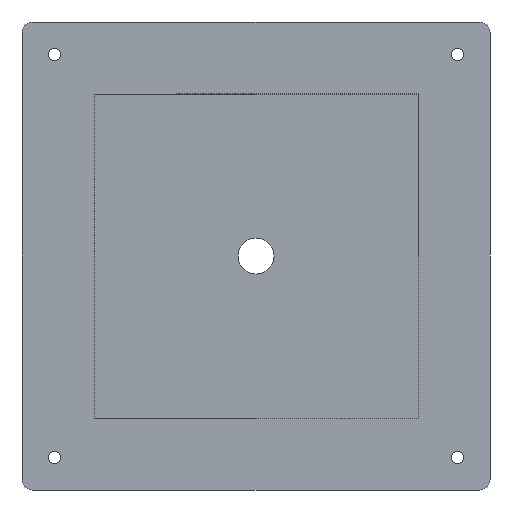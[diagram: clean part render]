
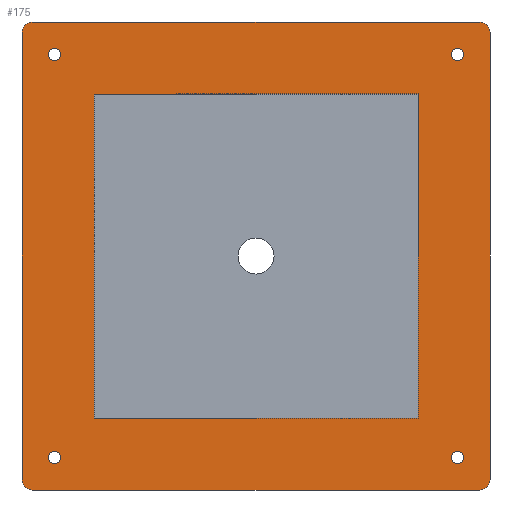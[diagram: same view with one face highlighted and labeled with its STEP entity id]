
A CAD part, front view. The second image highlights one B-rep face of the part: STEP entity #175.
In plain terms, the highlighted planar face has unit normal (0, -1, 0).
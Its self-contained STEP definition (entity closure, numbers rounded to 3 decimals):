
#16 = CARTESIAN_POINT ( 'NONE',  ( -65., -6., 62. ) ) ;
#35 = EDGE_CURVE ( 'NONE', #723, #723, #841, .T. ) ;
#45 = FACE_OUTER_BOUND ( 'NONE', #101, .T. ) ;
#48 = EDGE_CURVE ( 'NONE', #672, #672, #544, .T. ) ;
#55 = CARTESIAN_POINT ( 'NONE',  ( -65., -6., -62. ) ) ;
#57 = DIRECTION ( 'NONE',  ( 0., 1., 0. ) ) ;
#64 = VERTEX_POINT ( 'NONE', #418 ) ;
#65 = CARTESIAN_POINT ( 'NONE',  ( 65., -6., 62. ) ) ;
#71 = VERTEX_POINT ( 'NONE', #613 ) ;
#84 = LINE ( 'NONE', #351, #120 ) ;
#95 = DIRECTION ( 'NONE',  ( 0., 0., 1. ) ) ;
#101 = EDGE_LOOP ( 'NONE', ( #113, #412, #355, #798, #522, #322, #773, #183 ) ) ;
#105 = EDGE_LOOP ( 'NONE', ( #249 ) ) ;
#108 = CIRCLE ( 'NONE', #643, 3. ) ;
#113 = ORIENTED_EDGE ( 'NONE', *, *, #373, .F. ) ;
#119 = DIRECTION ( 'NONE',  ( 0., 0., 1. ) ) ;
#120 = VECTOR ( 'NONE', #609, 1000. ) ;
#133 = FACE_BOUND ( 'NONE', #540, .T. ) ;
#134 = CARTESIAN_POINT ( 'NONE',  ( -45., -6., -45. ) ) ;
#146 = CARTESIAN_POINT ( 'NONE',  ( -45., -6., 45. ) ) ;
#152 = CARTESIAN_POINT ( 'NONE',  ( 56., -6., 56. ) ) ;
#154 = EDGE_CURVE ( 'NONE', #791, #171, #480, .T. ) ;
#157 = EDGE_LOOP ( 'NONE', ( #624 ) ) ;
#167 = CARTESIAN_POINT ( 'NONE',  ( -56., -6., 57.7 ) ) ;
#171 = VERTEX_POINT ( 'NONE', #486 ) ;
#172 = DIRECTION ( 'NONE',  ( 0., 1., 0. ) ) ;
#175 = ADVANCED_FACE ( 'NONE', ( #746, #133, #552, #819, #654, #45 ), #321, .F. ) ;
#179 = DIRECTION ( 'NONE',  ( 0., 0., 1. ) ) ;
#183 = ORIENTED_EDGE ( 'NONE', *, *, #445, .F. ) ;
#191 = EDGE_LOOP ( 'NONE', ( #393 ) ) ;
#192 = CIRCLE ( 'NONE', #460, 3. ) ;
#198 = LINE ( 'NONE', #251, #629 ) ;
#212 = CARTESIAN_POINT ( 'NONE',  ( 56., -6., -56. ) ) ;
#217 = CARTESIAN_POINT ( 'NONE',  ( -65., -6., 62. ) ) ;
#227 = EDGE_CURVE ( 'NONE', #885, #71, #248, .T. ) ;
#236 = CARTESIAN_POINT ( 'NONE',  ( -56., -6., -54.3 ) ) ;
#238 = EDGE_CURVE ( 'NONE', #745, #885, #398, .T. ) ;
#239 = VERTEX_POINT ( 'NONE', #167 ) ;
#245 = ORIENTED_EDGE ( 'NONE', *, *, #227, .F. ) ;
#248 = LINE ( 'NONE', #523, #303 ) ;
#249 = ORIENTED_EDGE ( 'NONE', *, *, #352, .T. ) ;
#251 = CARTESIAN_POINT ( 'NONE',  ( -62., -6., 65. ) ) ;
#252 = DIRECTION ( 'NONE',  ( 0., 1., 0. ) ) ;
#258 = VERTEX_POINT ( 'NONE', #55 ) ;
#283 = DIRECTION ( 'NONE',  ( 0., 0., -1. ) ) ;
#303 = VECTOR ( 'NONE', #179, 1000. ) ;
#313 = CIRCLE ( 'NONE', #780, 3. ) ;
#321 = PLANE ( 'NONE',  #637 ) ;
#322 = ORIENTED_EDGE ( 'NONE', *, *, #881, .F. ) ;
#325 = AXIS2_PLACEMENT_3D ( 'NONE', #557, #757, #820 ) ;
#333 = VECTOR ( 'NONE', #283, 1000. ) ;
#349 = CARTESIAN_POINT ( 'NONE',  ( -56., -6., 56. ) ) ;
#351 = CARTESIAN_POINT ( 'NONE',  ( -45., -6., -45. ) ) ;
#352 = EDGE_CURVE ( 'NONE', #239, #239, #401, .T. ) ;
#355 = ORIENTED_EDGE ( 'NONE', *, *, #714, .F. ) ;
#373 = EDGE_CURVE ( 'NONE', #873, #258, #108, .T. ) ;
#379 = AXIS2_PLACEMENT_3D ( 'NONE', #212, #489, #683 ) ;
#380 = CARTESIAN_POINT ( 'NONE',  ( 45., -6., -45. ) ) ;
#382 = CARTESIAN_POINT ( 'NONE',  ( -56., -6., -56. ) ) ;
#383 = VERTEX_POINT ( 'NONE', #236 ) ;
#393 = ORIENTED_EDGE ( 'NONE', *, *, #35, .T. ) ;
#394 = CARTESIAN_POINT ( 'NONE',  ( -45., -6., -45. ) ) ;
#398 = LINE ( 'NONE', #394, #794 ) ;
#401 = CIRCLE ( 'NONE', #644, 1.7 ) ;
#406 = VERTEX_POINT ( 'NONE', #413 ) ;
#412 = ORIENTED_EDGE ( 'NONE', *, *, #518, .F. ) ;
#413 = CARTESIAN_POINT ( 'NONE',  ( 62., -6., 65. ) ) ;
#418 = CARTESIAN_POINT ( 'NONE',  ( 62., -6., -65. ) ) ;
#419 = DIRECTION ( 'NONE',  ( 0., 0., 1. ) ) ;
#420 = CARTESIAN_POINT ( 'NONE',  ( -62., -6., 65. ) ) ;
#421 = VECTOR ( 'NONE', #753, 1000. ) ;
#426 = DIRECTION ( 'NONE',  ( 0., 1., 0. ) ) ;
#430 = DIRECTION ( 'NONE',  ( 0., 1., 0. ) ) ;
#436 = DIRECTION ( 'NONE',  ( 1., 0., 0. ) ) ;
#445 = EDGE_CURVE ( 'NONE', #258, #463, #617, .T. ) ;
#454 = EDGE_CURVE ( 'NONE', #383, #383, #634, .T. ) ;
#460 = AXIS2_PLACEMENT_3D ( 'NONE', #563, #430, #686 ) ;
#463 = VERTEX_POINT ( 'NONE', #16 ) ;
#464 = CARTESIAN_POINT ( 'NONE',  ( -62., -6., -62. ) ) ;
#472 = EDGE_LOOP ( 'NONE', ( #728, #493, #555, #245 ) ) ;
#478 = DIRECTION ( 'NONE',  ( 1., 0., 0. ) ) ;
#480 = LINE ( 'NONE', #65, #333 ) ;
#486 = CARTESIAN_POINT ( 'NONE',  ( 65., -6., -62. ) ) ;
#489 = DIRECTION ( 'NONE',  ( 0., 1., 0. ) ) ;
#493 = ORIENTED_EDGE ( 'NONE', *, *, #513, .T. ) ;
#512 = VERTEX_POINT ( 'NONE', #693 ) ;
#513 = EDGE_CURVE ( 'NONE', #745, #512, #84, .T. ) ;
#518 = EDGE_CURVE ( 'NONE', #64, #873, #679, .T. ) ;
#522 = ORIENTED_EDGE ( 'NONE', *, *, #656, .F. ) ;
#523 = CARTESIAN_POINT ( 'NONE',  ( 45., -6., -45. ) ) ;
#528 = DIRECTION ( 'NONE',  ( 1., 0., 0. ) ) ;
#540 = EDGE_LOOP ( 'NONE', ( #802 ) ) ;
#542 = DIRECTION ( 'NONE',  ( 0., 1., 0. ) ) ;
#544 = CIRCLE ( 'NONE', #650, 1.7 ) ;
#552 = FACE_BOUND ( 'NONE', #191, .T. ) ;
#555 = ORIENTED_EDGE ( 'NONE', *, *, #651, .T. ) ;
#557 = CARTESIAN_POINT ( 'NONE',  ( 62., -6., -62. ) ) ;
#563 = CARTESIAN_POINT ( 'NONE',  ( 62., -6., 62. ) ) ;
#578 = CARTESIAN_POINT ( 'NONE',  ( -62., -6., -65. ) ) ;
#585 = CARTESIAN_POINT ( 'NONE',  ( -62., -6., -62. ) ) ;
#595 = DIRECTION ( 'NONE',  ( 0., 0., 1. ) ) ;
#609 = DIRECTION ( 'NONE',  ( 0., 0., 1. ) ) ;
#613 = CARTESIAN_POINT ( 'NONE',  ( 45., -6., 45. ) ) ;
#615 = CARTESIAN_POINT ( 'NONE',  ( -62., -6., -65. ) ) ;
#617 = LINE ( 'NONE', #217, #421 ) ;
#619 = LINE ( 'NONE', #146, #838 ) ;
#624 = ORIENTED_EDGE ( 'NONE', *, *, #48, .T. ) ;
#629 = VECTOR ( 'NONE', #478, 1000. ) ;
#634 = CIRCLE ( 'NONE', #717, 1.7 ) ;
#637 = AXIS2_PLACEMENT_3D ( 'NONE', #585, #172, #595 ) ;
#643 = AXIS2_PLACEMENT_3D ( 'NONE', #464, #57, #419 ) ;
#644 = AXIS2_PLACEMENT_3D ( 'NONE', #349, #797, #119 ) ;
#650 = AXIS2_PLACEMENT_3D ( 'NONE', #152, #426, #763 ) ;
#651 = EDGE_CURVE ( 'NONE', #512, #71, #619, .T. ) ;
#654 = FACE_BOUND ( 'NONE', #105, .T. ) ;
#656 = EDGE_CURVE ( 'NONE', #406, #791, #192, .T. ) ;
#672 = VERTEX_POINT ( 'NONE', #889 ) ;
#679 = LINE ( 'NONE', #615, #731 ) ;
#683 = DIRECTION ( 'NONE',  ( 0., 0., 1. ) ) ;
#686 = DIRECTION ( 'NONE',  ( 0., 0., 1. ) ) ;
#693 = CARTESIAN_POINT ( 'NONE',  ( -45., -6., 45. ) ) ;
#704 = CARTESIAN_POINT ( 'NONE',  ( 65., -6., 62. ) ) ;
#705 = CIRCLE ( 'NONE', #325, 3. ) ;
#714 = EDGE_CURVE ( 'NONE', #171, #64, #705, .T. ) ;
#717 = AXIS2_PLACEMENT_3D ( 'NONE', #382, #542, #821 ) ;
#723 = VERTEX_POINT ( 'NONE', #736 ) ;
#728 = ORIENTED_EDGE ( 'NONE', *, *, #238, .F. ) ;
#731 = VECTOR ( 'NONE', #803, 1000. ) ;
#736 = CARTESIAN_POINT ( 'NONE',  ( 56., -6., -54.3 ) ) ;
#745 = VERTEX_POINT ( 'NONE', #134 ) ;
#746 = FACE_BOUND ( 'NONE', #472, .T. ) ;
#753 = DIRECTION ( 'NONE',  ( 0., 0., 1. ) ) ;
#755 = VERTEX_POINT ( 'NONE', #420 ) ;
#757 = DIRECTION ( 'NONE',  ( 0., 1., 0. ) ) ;
#763 = DIRECTION ( 'NONE',  ( 0., 0., 1. ) ) ;
#773 = ORIENTED_EDGE ( 'NONE', *, *, #840, .F. ) ;
#777 = CARTESIAN_POINT ( 'NONE',  ( -62., -6., 62. ) ) ;
#780 = AXIS2_PLACEMENT_3D ( 'NONE', #777, #252, #95 ) ;
#791 = VERTEX_POINT ( 'NONE', #704 ) ;
#794 = VECTOR ( 'NONE', #528, 1000. ) ;
#797 = DIRECTION ( 'NONE',  ( 0., 1., 0. ) ) ;
#798 = ORIENTED_EDGE ( 'NONE', *, *, #154, .F. ) ;
#802 = ORIENTED_EDGE ( 'NONE', *, *, #454, .T. ) ;
#803 = DIRECTION ( 'NONE',  ( -1., 0., 0. ) ) ;
#819 = FACE_BOUND ( 'NONE', #157, .T. ) ;
#820 = DIRECTION ( 'NONE',  ( 0., 0., 1. ) ) ;
#821 = DIRECTION ( 'NONE',  ( 0., 0., 1. ) ) ;
#838 = VECTOR ( 'NONE', #436, 1000. ) ;
#840 = EDGE_CURVE ( 'NONE', #463, #755, #313, .T. ) ;
#841 = CIRCLE ( 'NONE', #379, 1.7 ) ;
#873 = VERTEX_POINT ( 'NONE', #578 ) ;
#881 = EDGE_CURVE ( 'NONE', #755, #406, #198, .T. ) ;
#885 = VERTEX_POINT ( 'NONE', #380 ) ;
#889 = CARTESIAN_POINT ( 'NONE',  ( 56., -6., 57.7 ) ) ;
